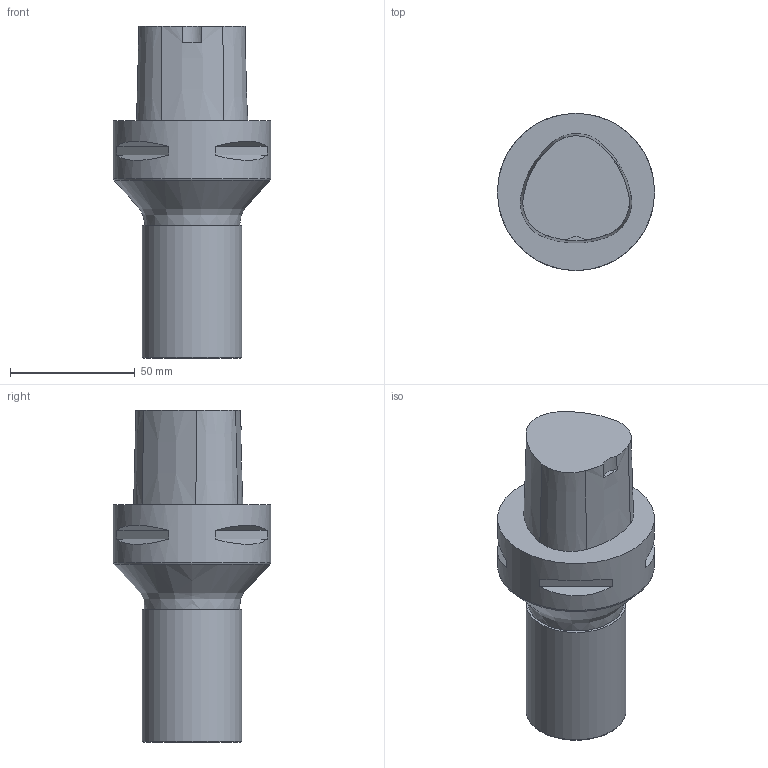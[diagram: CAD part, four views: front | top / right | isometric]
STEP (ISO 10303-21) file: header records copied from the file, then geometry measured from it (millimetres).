
FILE_DESCRIPTION(/* description */ ('3-D model version:1'),/* implementation_level */ '2;1');
FILE_NAME(/* name */ '690-040C6-1053H',/* time_stamp */ '2011-11-09T13:23:58+01:00',/* author */ ('CappDp'),/* organization */ ('AB Sandvik Coromant'),/* preprocessor_version */ 'ST-DEVELOPER v11',/* originating_system */ 'SIEMENS UGS NX 6.0',/* authorisation */ '');
FILE_SCHEMA (('AP203_CONFIGURATION_CONTROLLED_3D_DESIGN_OF_MECHANICAL_PARTS_AND_ASSEMBLIES_MIM_LF'));
Length unit declared in the file: millimetre
Products named in the file (1): 4817_1_3D
Bounding box: 63 x 63 x 133 mm (x, y, z)
Volume: 269048 mm3; surface area: 35800.2 mm2
Topology: 2 solids, 2 shells, 51 faces, 118 edges, 76 vertices
Faces by surface type: cone 22, plane 18, cylinder 5, torus 5, revolution 1
Full cylindrical faces by diameter (mm): 20 x1, 38.126 x1, 40 x1, 63 x1
Entity records: 1308 total; most frequent: DIRECTION 231, CARTESIAN_POINT 200, ORIENTED_EDGE 154, AXIS2_PLACEMENT_3D 104, EDGE_LOOP 84, EDGE_CURVE 77, FACE_BOUND 62, VERTEX_POINT 61
